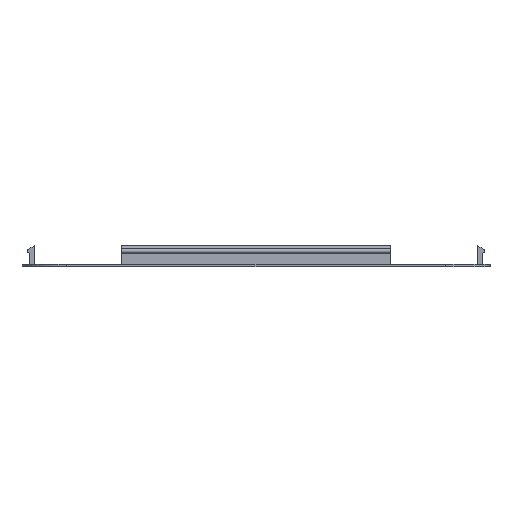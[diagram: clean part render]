
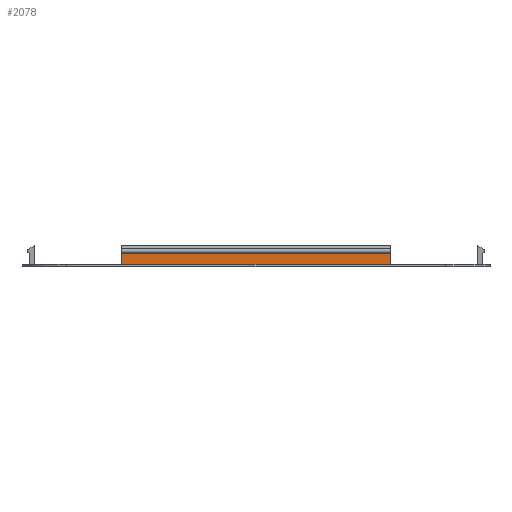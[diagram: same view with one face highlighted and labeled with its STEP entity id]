
A CAD part, left-side view. The second image highlights one B-rep face of the part: STEP entity #2078.
In plain terms, the highlighted planar face has unit normal (-1, 0, 0).
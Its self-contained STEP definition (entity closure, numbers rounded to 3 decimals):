
#260=FACE_OUTER_BOUND('',#403,.T.);
#403=EDGE_LOOP('',(#1525,#1526,#1527,#1528));
#599=LINE('',#3236,#771);
#658=LINE('',#3376,#830);
#659=LINE('',#3379,#831);
#660=LINE('',#3380,#832);
#771=VECTOR('',#2534,10.);
#830=VECTOR('',#2637,10.);
#831=VECTOR('',#2640,10.);
#832=VECTOR('',#2641,10.);
#938=VERTEX_POINT('',#3233);
#939=VERTEX_POINT('',#3235);
#998=VERTEX_POINT('',#3374);
#999=VERTEX_POINT('',#3378);
#1139=EDGE_CURVE('',#938,#939,#599,.T.);
#1208=EDGE_CURVE('',#998,#939,#658,.T.);
#1209=EDGE_CURVE('',#999,#938,#659,.T.);
#1210=EDGE_CURVE('',#999,#998,#660,.T.);
#1525=ORIENTED_EDGE('',*,*,#1208,.T.);
#1526=ORIENTED_EDGE('',*,*,#1139,.F.);
#1527=ORIENTED_EDGE('',*,*,#1209,.F.);
#1528=ORIENTED_EDGE('',*,*,#1210,.T.);
#1989=PLANE('',#2249);
#2078=ADVANCED_FACE('',(#260),#1989,.T.);
#2249=AXIS2_PLACEMENT_3D('',#3377,#2638,#2639);
#2534=DIRECTION('',(0.,0.,1.));
#2637=DIRECTION('',(0.,1.,0.));
#2638=DIRECTION('center_axis',(-1.,0.,0.));
#2639=DIRECTION('ref_axis',(0.,-1.,0.));
#2640=DIRECTION('',(0.,1.,0.));
#2641=DIRECTION('',(0.,0.,1.));
#3233=CARTESIAN_POINT('',(-159.,-84.375,2.5));
#3235=CARTESIAN_POINT('',(-159.,-84.375,7.5));
#3236=CARTESIAN_POINT('',(-159.,-84.375,2.5));
#3374=CARTESIAN_POINT('',(-159.,-204.375,7.5));
#3376=CARTESIAN_POINT('',(-159.,-204.375,7.5));
#3377=CARTESIAN_POINT('Origin',(-159.,-84.375,2.5));
#3378=CARTESIAN_POINT('',(-159.,-204.375,2.5));
#3379=CARTESIAN_POINT('',(-159.,-114.375,2.5));
#3380=CARTESIAN_POINT('',(-159.,-204.375,2.5));
